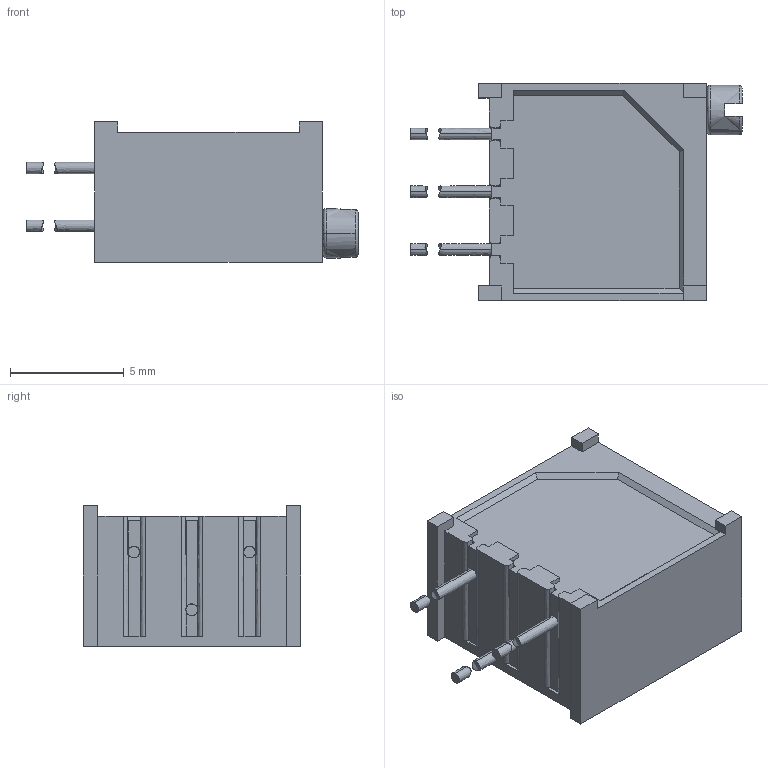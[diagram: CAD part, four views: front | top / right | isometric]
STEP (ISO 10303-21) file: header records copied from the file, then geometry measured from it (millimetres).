
FILE_DESCRIPTION((''),'2;1');
FILE_NAME('M3299_HOUSING1','2008-12-18T',('minhn'),('Bourns, Inc.'),'PRO/ENGINEER BY PARAMETRIC TECHNOLOGY CORPORATION, 2001200','PRO/ENGINEER BY PARAMETRIC TECHNOLOGY CORPORATION, 2001200','');
FILE_SCHEMA(('AUTOMOTIVE_DESIGN_CC2 { 1 2 10303 214 -1 1 5 2 }'));
Length unit declared in the file: inch
Products named in the file (1): M3299_HOUSING1
Bounding box: 14.61 x 9.55 x 6.17 mm (x, y, z)
Volume: 291.4 mm3; surface area: 820 mm2
Topology: 4 solids, 7 shells, 737 faces, 2003 edges, 1309 vertices
Faces by surface type: bspline 737
Entity records: 36341 total; most frequent: CARTESIAN_POINT 13976, ORIENTED_EDGE 4006, DIRECTION 2103, PRESENTATION_STYLE_ASSIGNMENT 2017, STYLED_ITEM 2007, CURVE_STYLE 2003, EDGE_CURVE 2003, VECTOR 1657
